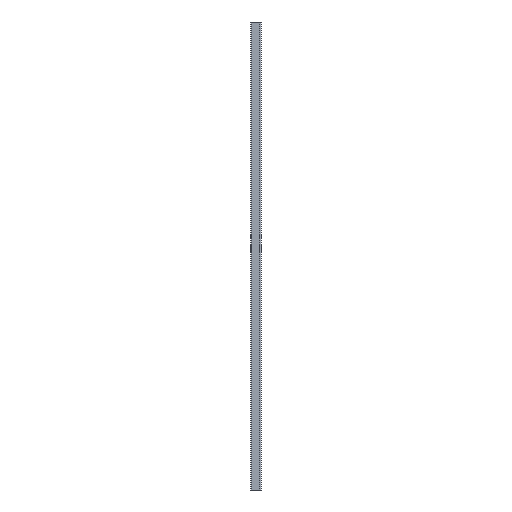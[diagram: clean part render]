
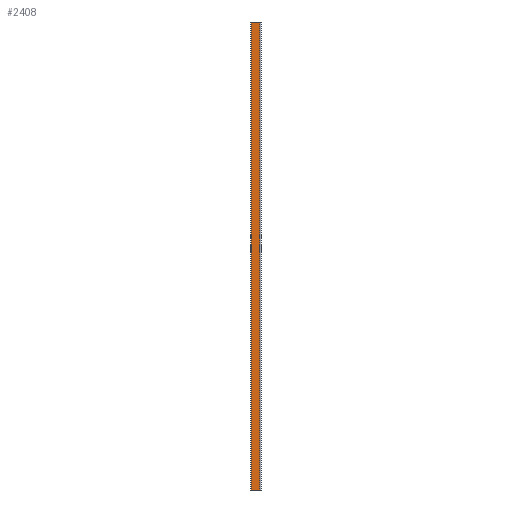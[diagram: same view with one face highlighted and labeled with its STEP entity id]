
A CAD part, front view. The second image highlights one B-rep face of the part: STEP entity #2408.
In plain terms, the highlighted planar face has unit normal (0, -1, 0).
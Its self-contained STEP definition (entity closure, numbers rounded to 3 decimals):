
#290=FACE_OUTER_BOUND('',#413,.T.);
#413=EDGE_LOOP('',(#1882,#1883,#1884,#1885));
#618=LINE('',#3953,#857);
#619=LINE('',#3956,#858);
#620=LINE('',#3958,#859);
#621=LINE('',#3959,#860);
#857=VECTOR('',#3224,1000.);
#858=VECTOR('',#3227,18.5);
#859=VECTOR('',#3228,18.5);
#860=VECTOR('',#3229,1000.);
#1103=VERTEX_POINT('',#3949);
#1104=VERTEX_POINT('',#3951);
#1105=VERTEX_POINT('',#3955);
#1106=VERTEX_POINT('',#3957);
#1432=EDGE_CURVE('',#1103,#1104,#618,.T.);
#1433=EDGE_CURVE('',#1105,#1103,#619,.T.);
#1434=EDGE_CURVE('',#1106,#1104,#620,.T.);
#1435=EDGE_CURVE('',#1105,#1106,#621,.T.);
#1882=ORIENTED_EDGE('',*,*,#1433,.T.);
#1883=ORIENTED_EDGE('',*,*,#1432,.T.);
#1884=ORIENTED_EDGE('',*,*,#1434,.F.);
#1885=ORIENTED_EDGE('',*,*,#1435,.F.);
#2300=PLANE('',#2627);
#2408=ADVANCED_FACE('',(#290),#2300,.T.);
#2627=AXIS2_PLACEMENT_3D('',#3954,#3225,#3226);
#3224=DIRECTION('',(0.,0.,1.));
#3225=DIRECTION('center_axis',(0.,-1.,0.));
#3226=DIRECTION('ref_axis',(1.,0.,0.));
#3227=DIRECTION('',(1.,0.,0.));
#3228=DIRECTION('',(1.,0.,0.));
#3229=DIRECTION('',(0.,0.,1.));
#3949=CARTESIAN_POINT('',(18.5,0.,0.));
#3951=CARTESIAN_POINT('',(18.5,0.,1000.));
#3953=CARTESIAN_POINT('',(18.5,0.,0.));
#3954=CARTESIAN_POINT('Origin',(0.,0.,0.));
#3955=CARTESIAN_POINT('',(0.,0.,0.));
#3956=CARTESIAN_POINT('',(0.,0.,0.));
#3957=CARTESIAN_POINT('',(0.,0.,1000.));
#3958=CARTESIAN_POINT('',(0.,0.,1000.));
#3959=CARTESIAN_POINT('',(0.,0.,0.));
